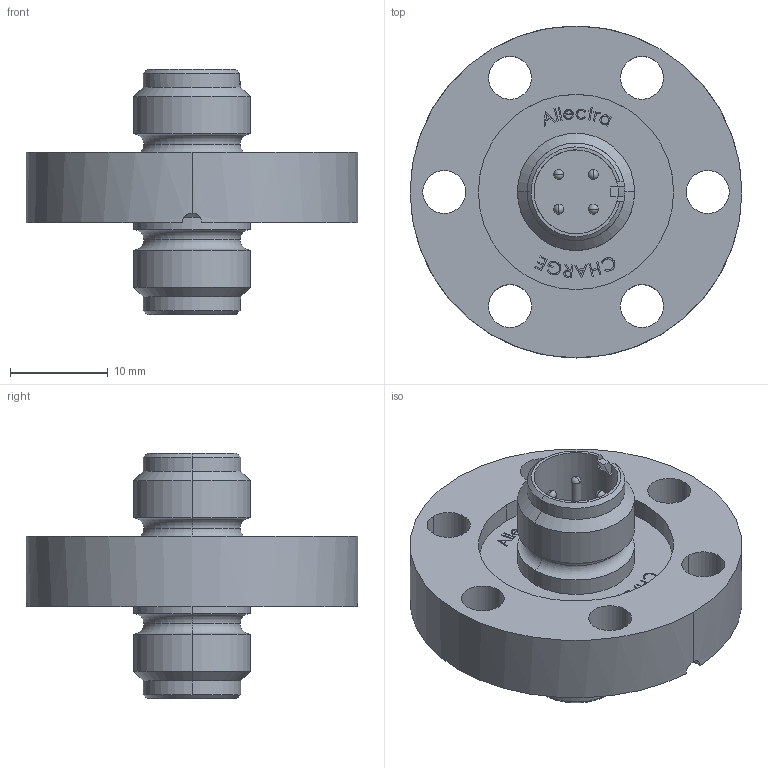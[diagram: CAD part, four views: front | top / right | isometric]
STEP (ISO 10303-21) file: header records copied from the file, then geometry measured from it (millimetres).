
FILE_DESCRIPTION (( 'STEP AP214' ), '1' );
FILE_NAME ('220-M12x4-C16.STEP', '2018-11-05T13:32:55', ( '' ), ( '' ), 'SwSTEP 2.0', 'SolidWorks 2014', '' );
FILE_SCHEMA (( 'AUTOMOTIVE_DESIGN' ));
Length unit declared in the file: millimetre
Products named in the file (5): 9411-CR-OUT_DN16 CF; 9220-M12x4-GLASS-C16_Laserbeschriftet; 9220-PIN-FENI_pin vergd; 9220-M12x4-C16_Laserbeschr.; 220-M12x4-C16
Assembly tree (7 placements, depth 3):
  220-M12x4-C16
    9220-M12x4-GLASS-C16_Laserbeschriftet
      9220-M12x4-C16_Laserbeschr.
      9220-PIN-FENI_pin vergd  x4
    9411-CR-OUT_DN16 CF
Bounding box: 34 x 34 x 25.1 mm (x, y, z)
Volume: 5741.9 mm3; surface area: 5546 mm2
Topology: 6 solids, 6 shells, 296 faces, 780 edges, 501 vertices
Faces by surface type: plane 140, bspline 55, cylinder 54, cone 17, sphere 16, torus 14
Entity records: 11741 total; most frequent: CARTESIAN_POINT 4989, ORIENTED_EDGE 1444, DIRECTION 1201, EDGE_CURVE 722, VERTEX_POINT 471, VECTOR 435, LINE 435, AXIS2_PLACEMENT_3D 383
